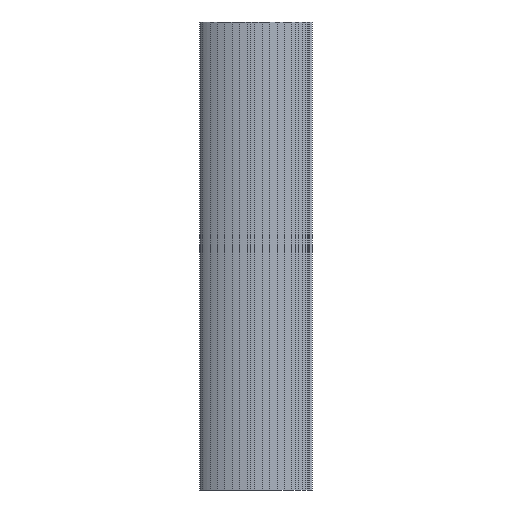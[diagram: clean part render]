
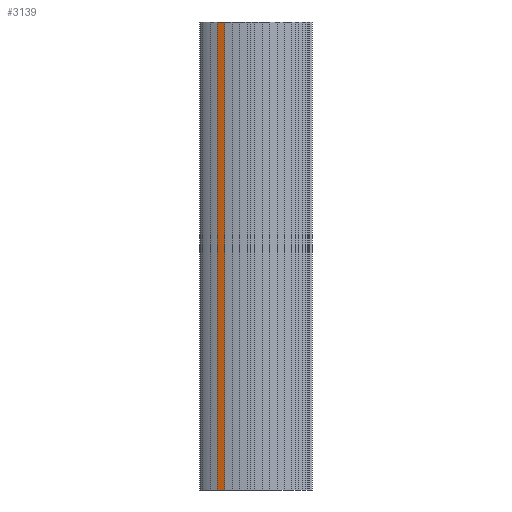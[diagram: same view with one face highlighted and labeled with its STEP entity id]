
A CAD part, front view. The second image highlights one B-rep face of the part: STEP entity #3139.
In plain terms, the highlighted face is a extrusion surface.
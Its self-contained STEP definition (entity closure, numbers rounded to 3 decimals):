
#682=CARTESIAN_POINT('Vertex',(55.191,-31.554,725.)) ;
#686=CARTESIAN_POINT('Control Point',(77.648,-38.65,725.)) ;
#687=CARTESIAN_POINT('Control Point',(73.037,-37.45,725.)) ;
#688=CARTESIAN_POINT('Control Point',(68.478,-36.146,725.)) ;
#689=CARTESIAN_POINT('Control Point',(63.979,-34.733,725.)) ;
#690=CARTESIAN_POINT('Control Point',(59.547,-33.205,725.)) ;
#691=CARTESIAN_POINT('Control Point',(55.191,-31.554,725.)) ;
#692=CARTESIAN_POINT('Vertex',(77.648,-38.65,725.)) ;
#1224=CARTESIAN_POINT('Vertex',(77.648,-38.65,-725.)) ;
#1228=CARTESIAN_POINT('Control Point',(77.648,-38.65,-725.)) ;
#1229=CARTESIAN_POINT('Control Point',(73.037,-37.45,-725.)) ;
#1230=CARTESIAN_POINT('Control Point',(68.478,-36.146,-725.)) ;
#1231=CARTESIAN_POINT('Control Point',(63.979,-34.733,-725.)) ;
#1232=CARTESIAN_POINT('Control Point',(59.547,-33.205,-725.)) ;
#1233=CARTESIAN_POINT('Control Point',(55.191,-31.554,-725.)) ;
#1234=CARTESIAN_POINT('Vertex',(55.191,-31.554,-725.)) ;
#3106=CARTESIAN_POINT('Line Origine',(55.191,-31.554,0.)) ;
#3119=CARTESIAN_POINT('Control Point',(77.648,-38.65,0.)) ;
#3120=CARTESIAN_POINT('Control Point',(72.984,-37.436,0.)) ;
#3121=CARTESIAN_POINT('Control Point',(68.4,-36.123,0.)) ;
#3122=CARTESIAN_POINT('Control Point',(63.903,-34.708,0.)) ;
#3123=CARTESIAN_POINT('Control Point',(59.497,-33.186,0.)) ;
#3124=CARTESIAN_POINT('Control Point',(55.191,-31.554,0.)) ;
#3128=CARTESIAN_POINT('Line Origine',(77.648,-38.65,0.)) ;
#3107=DIRECTION('Vector Direction',(0.,0.,1.)) ;
#3125=DIRECTION('Vector Direction',(0.,0.,1.)) ;
#3129=DIRECTION('Vector Direction',(0.,0.,1.)) ;
#3134=ORIENTED_EDGE('',*,*,#694,.T.) ;
#3135=ORIENTED_EDGE('',*,*,#3110,.F.) ;
#3136=ORIENTED_EDGE('',*,*,#1236,.F.) ;
#3137=ORIENTED_EDGE('',*,*,#3132,.T.) ;
#3108=VECTOR('Line Direction',#3107,1.) ;
#3126=VECTOR('Extrusion Surface Vector',#3125,1.) ;
#3130=VECTOR('Line Direction',#3129,1.) ;
#3139=ADVANCED_FACE('Extrusion volumique.1',(#3138),#3127,.F.) ;
#685=B_SPLINE_CURVE_WITH_KNOTS('',5,(#686,#687,#688,#689,#690,#691),.UNSPECIFIED.,.F.,.U.,(6,6),(0.,33.327),.UNSPECIFIED.) ;
#1227=B_SPLINE_CURVE_WITH_KNOTS('',5,(#1228,#1229,#1230,#1231,#1232,#1233),.UNSPECIFIED.,.F.,.U.,(6,6),(0.,33.327),.UNSPECIFIED.) ;
#3118=B_SPLINE_CURVE_WITH_KNOTS('',5,(#3119,#3120,#3121,#3122,#3123,#3124),.UNSPECIFIED.,.F.,.U.,(6,6),(0.,23.568),.UNSPECIFIED.) ;
#694=EDGE_CURVE('',#693,#683,#685,.T.) ;
#1236=EDGE_CURVE('',#1225,#1235,#1227,.T.) ;
#3110=EDGE_CURVE('',#1235,#683,#3109,.T.) ;
#3132=EDGE_CURVE('',#1225,#693,#3131,.T.) ;
#3133=EDGE_LOOP('',(#3134,#3135,#3136,#3137)) ;
#3138=FACE_OUTER_BOUND('',#3133,.T.) ;
#3109=LINE('Line',#3106,#3108) ;
#3131=LINE('Line',#3128,#3130) ;
#3127=SURFACE_OF_LINEAR_EXTRUSION('generated tabulated cylinder',#3118,#3126) ;
#683=VERTEX_POINT('',#682) ;
#693=VERTEX_POINT('',#692) ;
#1225=VERTEX_POINT('',#1224) ;
#1235=VERTEX_POINT('',#1234) ;
